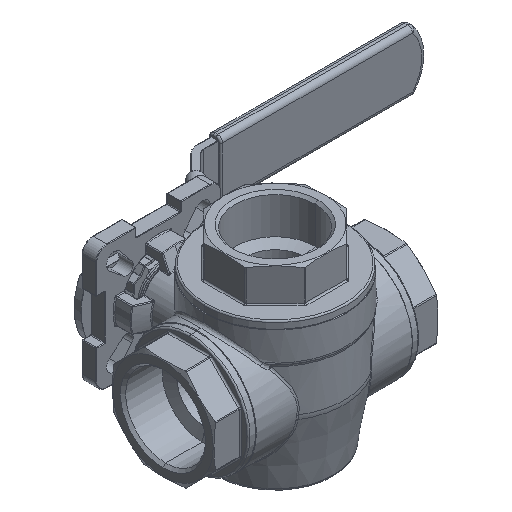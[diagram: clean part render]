
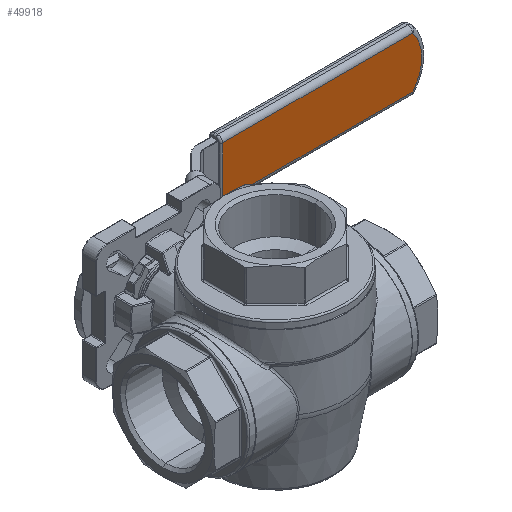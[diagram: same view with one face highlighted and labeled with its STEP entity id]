
A CAD part, isometric view. The second image highlights one B-rep face of the part: STEP entity #49918.
In plain terms, the highlighted planar face has unit normal (0, -1, 0).
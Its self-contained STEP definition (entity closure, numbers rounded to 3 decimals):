
#1474 = ORIENTED_EDGE ( 'NONE', *, *, #54792, .T. ) ;
#2082 = VERTEX_POINT ( 'NONE', #19851 ) ;
#2598 = VERTEX_POINT ( 'NONE', #13322 ) ;
#2644 = CARTESIAN_POINT ( 'NONE',  ( 180.11, 103., -14.3 ) ) ;
#2936 = VERTEX_POINT ( 'NONE', #25963 ) ;
#3994 = DIRECTION ( 'NONE',  ( 0., -1., 0. ) ) ;
#11539 = CARTESIAN_POINT ( 'NONE',  ( 73.485, 103., 17. ) ) ;
#11895 = DIRECTION ( 'NONE',  ( 0., 0., 1. ) ) ;
#11962 = CARTESIAN_POINT ( 'NONE',  ( 188., 103., 17. ) ) ;
#13322 = CARTESIAN_POINT ( 'NONE',  ( 73.485, 103., -14.3 ) ) ;
#13850 = DIRECTION ( 'NONE',  ( 1., 0., 0. ) ) ;
#16357 = EDGE_CURVE ( 'NONE', #2082, #2598, #42054, .T. ) ;
#17353 = ORIENTED_EDGE ( 'NONE', *, *, #23647, .T. ) ;
#19419 = LINE ( 'NONE', #38797, #39369 ) ;
#19521 = LINE ( 'NONE', #50277, #44028 ) ;
#19733 = EDGE_CURVE ( 'NONE', #52647, #2936, #37804, .T. ) ;
#19851 = CARTESIAN_POINT ( 'NONE',  ( 73.485, 103., 14.3 ) ) ;
#21729 = FACE_OUTER_BOUND ( 'NONE', #40113, .T. ) ;
#21779 = ORIENTED_EDGE ( 'NONE', *, *, #16357, .T. ) ;
#23647 = EDGE_CURVE ( 'NONE', #2598, #52647, #19419, .T. ) ;
#25678 = DIRECTION ( 'NONE',  ( -1., 0., 0. ) ) ;
#25963 = CARTESIAN_POINT ( 'NONE',  ( 180.11, 103., 14.3 ) ) ;
#28542 = DIRECTION ( 'NONE',  ( 0., 0., -1. ) ) ;
#28760 = PLANE ( 'NONE',  #44640 ) ;
#32494 = ORIENTED_EDGE ( 'NONE', *, *, #19733, .T. ) ;
#32630 = AXIS2_PLACEMENT_3D ( 'NONE', #42331, #3994, #11895 ) ;
#37804 = CIRCLE ( 'NONE', #32630, 22.3 ) ;
#38797 = CARTESIAN_POINT ( 'NONE',  ( 181.329, 103., -14.3 ) ) ;
#39369 = VECTOR ( 'NONE', #13850, 1000. ) ;
#40113 = EDGE_LOOP ( 'NONE', ( #21779, #17353, #32494, #1474 ) ) ;
#41678 = DIRECTION ( 'NONE',  ( 0., 0., 1. ) ) ;
#42054 = LINE ( 'NONE', #11539, #47368 ) ;
#42331 = CARTESIAN_POINT ( 'NONE',  ( 162.999, 103., 0. ) ) ;
#44028 = VECTOR ( 'NONE', #25678, 1000. ) ;
#44640 = AXIS2_PLACEMENT_3D ( 'NONE', #11962, #53908, #41678 ) ;
#47368 = VECTOR ( 'NONE', #28542, 1000. ) ;
#49918 = ADVANCED_FACE ( 'NONE', ( #21729 ), #28760, .F. ) ;
#50277 = CARTESIAN_POINT ( 'NONE',  ( 188., 103., 14.3 ) ) ;
#52647 = VERTEX_POINT ( 'NONE', #2644 ) ;
#53908 = DIRECTION ( 'NONE',  ( 0., 1., 0. ) ) ;
#54792 = EDGE_CURVE ( 'NONE', #2936, #2082, #19521, .T. ) ;
